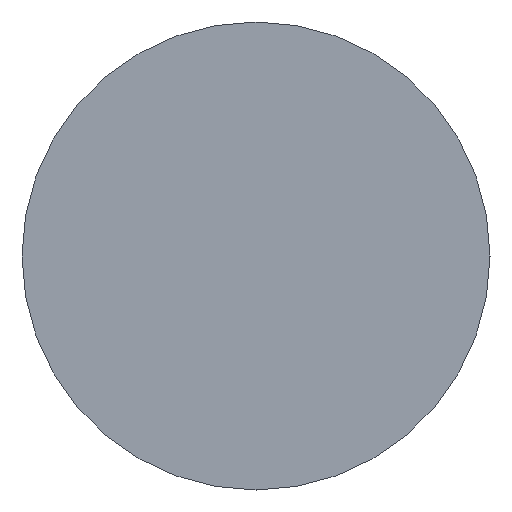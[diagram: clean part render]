
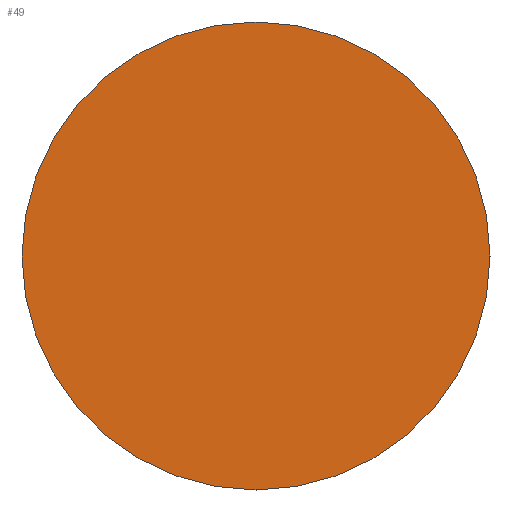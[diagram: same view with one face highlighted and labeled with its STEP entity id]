
A CAD part, front view. The second image highlights one B-rep face of the part: STEP entity #49.
In plain terms, the highlighted planar face has unit normal (0, -1, 0).
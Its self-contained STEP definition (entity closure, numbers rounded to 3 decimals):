
#1 = ORIENTED_EDGE ( 'NONE', *, *, #14, .T. ) ;
#6 = DIRECTION ( 'NONE',  ( 0., -1., 0. ) ) ;
#9 = CARTESIAN_POINT ( 'NONE',  ( -7., -2.4, 0. ) ) ;
#14 = EDGE_CURVE ( 'NONE', #217, #216, #156, .T. ) ;
#15 = CARTESIAN_POINT ( 'NONE',  ( 0., -2.4, -7. ) ) ;
#30 = DIRECTION ( 'NONE',  ( 0., 1., 0. ) ) ;
#37 = EDGE_CURVE ( 'NONE', #216, #217, #133, .T. ) ;
#41 = AXIS2_PLACEMENT_3D ( 'NONE', #66, #6, #126 ) ;
#49 = ADVANCED_FACE ( 'NONE', ( #130 ), #164, .F. ) ;
#66 = CARTESIAN_POINT ( 'NONE',  ( 0., -2.4, 0. ) ) ;
#87 = DIRECTION ( 'NONE',  ( 0., 0., -1. ) ) ;
#95 = CARTESIAN_POINT ( 'NONE',  ( 0., -2.4, 7. ) ) ;
#97 = AXIS2_PLACEMENT_3D ( 'NONE', #9, #30, #186 ) ;
#109 = DIRECTION ( 'NONE',  ( 0., -1., 0. ) ) ;
#126 = DIRECTION ( 'NONE',  ( 0., 0., -1. ) ) ;
#130 = FACE_OUTER_BOUND ( 'NONE', #195, .T. ) ;
#133 = CIRCLE ( 'NONE', #206, 7. ) ;
#156 = CIRCLE ( 'NONE', #41, 7. ) ;
#164 = PLANE ( 'NONE',  #97 ) ;
#186 = DIRECTION ( 'NONE',  ( 0., 0., 1. ) ) ;
#195 = EDGE_LOOP ( 'NONE', ( #1, #199 ) ) ;
#199 = ORIENTED_EDGE ( 'NONE', *, *, #37, .T. ) ;
#206 = AXIS2_PLACEMENT_3D ( 'NONE', #227, #109, #87 ) ;
#216 = VERTEX_POINT ( 'NONE', #95 ) ;
#217 = VERTEX_POINT ( 'NONE', #15 ) ;
#227 = CARTESIAN_POINT ( 'NONE',  ( 0., -2.4, 0. ) ) ;
